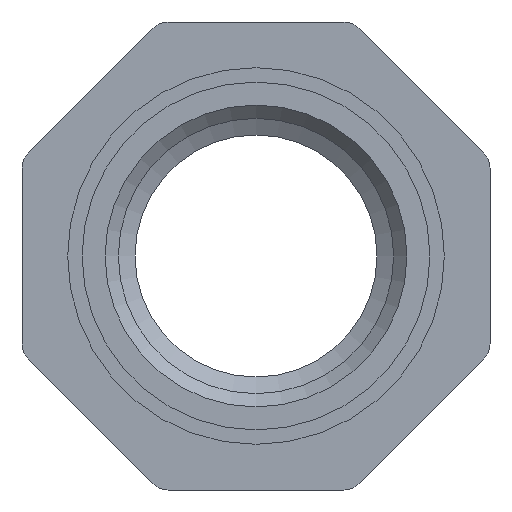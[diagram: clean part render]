
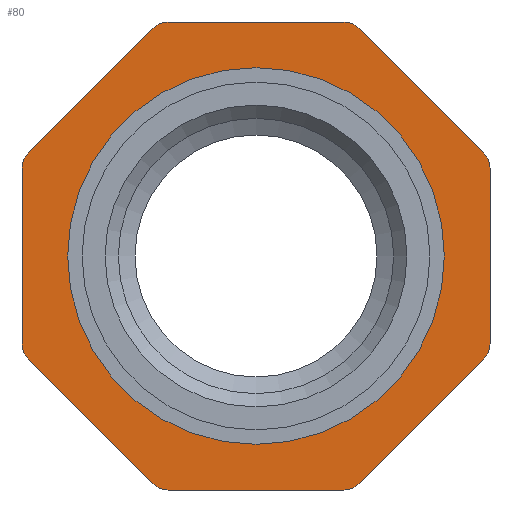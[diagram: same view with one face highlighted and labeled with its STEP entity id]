
A CAD part, left-side view. The second image highlights one B-rep face of the part: STEP entity #80.
In plain terms, the highlighted planar face has unit normal (-1, 0, 0).
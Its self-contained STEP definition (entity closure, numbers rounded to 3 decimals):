
#80 = ADVANCED_FACE( '', ( #118, #119 ), #120, .T. );
#118 = FACE_BOUND( '', #192, .T. );
#119 = FACE_OUTER_BOUND( '', #193, .T. );
#120 = PLANE( '', #194 );
#192 = EDGE_LOOP( '', ( #285 ) );
#193 = EDGE_LOOP( '', ( #286, #287, #288, #289, #290, #291, #292, #293, #294, #295, #296, #297, #298, #299, #300, #301 ) );
#194 = AXIS2_PLACEMENT_3D( '', #302, #303, #304 );
#285 = ORIENTED_EDGE( '', *, *, #477, .T. );
#286 = ORIENTED_EDGE( '', *, *, #479, .F. );
#287 = ORIENTED_EDGE( '', *, *, #480, .F. );
#288 = ORIENTED_EDGE( '', *, *, #481, .F. );
#289 = ORIENTED_EDGE( '', *, *, #482, .F. );
#290 = ORIENTED_EDGE( '', *, *, #483, .F. );
#291 = ORIENTED_EDGE( '', *, *, #484, .F. );
#292 = ORIENTED_EDGE( '', *, *, #485, .F. );
#293 = ORIENTED_EDGE( '', *, *, #486, .F. );
#294 = ORIENTED_EDGE( '', *, *, #487, .F. );
#295 = ORIENTED_EDGE( '', *, *, #488, .F. );
#296 = ORIENTED_EDGE( '', *, *, #489, .F. );
#297 = ORIENTED_EDGE( '', *, *, #474, .F. );
#298 = ORIENTED_EDGE( '', *, *, #468, .F. );
#299 = ORIENTED_EDGE( '', *, *, #472, .F. );
#300 = ORIENTED_EDGE( '', *, *, #490, .F. );
#301 = ORIENTED_EDGE( '', *, *, #491, .F. );
#302 = CARTESIAN_POINT( '', ( -48.75, 27.333, 0. ) );
#303 = DIRECTION( '', ( -1., 0., 0. ) );
#304 = DIRECTION( '', ( 0., 0., 1. ) );
#468 = EDGE_CURVE( '', #530, #532, #533, .T. );
#472 = EDGE_CURVE( '', #537, #530, #539, .F. );
#474 = EDGE_CURVE( '', #532, #542, #543, .F. );
#477 = EDGE_CURVE( '', #547, #547, #548, .T. );
#479 = EDGE_CURVE( '', #551, #552, #553, .T. );
#480 = EDGE_CURVE( '', #554, #551, #555, .F. );
#481 = EDGE_CURVE( '', #556, #554, #557, .T. );
#482 = EDGE_CURVE( '', #558, #556, #559, .F. );
#483 = EDGE_CURVE( '', #560, #558, #561, .T. );
#484 = EDGE_CURVE( '', #562, #560, #563, .F. );
#485 = EDGE_CURVE( '', #564, #562, #565, .T. );
#486 = EDGE_CURVE( '', #566, #564, #567, .F. );
#487 = EDGE_CURVE( '', #568, #566, #569, .T. );
#488 = EDGE_CURVE( '', #570, #568, #571, .F. );
#489 = EDGE_CURVE( '', #542, #570, #572, .T. );
#490 = EDGE_CURVE( '', #573, #537, #574, .T. );
#491 = EDGE_CURVE( '', #552, #573, #575, .F. );
#530 = VERTEX_POINT( '', #637 );
#532 = VERTEX_POINT( '', #640 );
#533 = LINE( '', #641, #642 );
#537 = VERTEX_POINT( '', #647 );
#539 = CIRCLE( '', #650, 1.9 );
#542 = VERTEX_POINT( '', #653 );
#543 = CIRCLE( '', #654, 1.9 );
#547 = VERTEX_POINT( '', #659 );
#548 = CIRCLE( '', #660, 16.5 );
#551 = VERTEX_POINT( '', #663 );
#552 = VERTEX_POINT( '', #664 );
#553 = LINE( '', #665, #666 );
#554 = VERTEX_POINT( '', #667 );
#555 = CIRCLE( '', #668, 1.9 );
#556 = VERTEX_POINT( '', #669 );
#557 = LINE( '', #670, #671 );
#558 = VERTEX_POINT( '', #672 );
#559 = CIRCLE( '', #673, 1.9 );
#560 = VERTEX_POINT( '', #674 );
#561 = LINE( '', #675, #676 );
#562 = VERTEX_POINT( '', #677 );
#563 = CIRCLE( '', #678, 1.9 );
#564 = VERTEX_POINT( '', #679 );
#565 = LINE( '', #680, #681 );
#566 = VERTEX_POINT( '', #682 );
#567 = CIRCLE( '', #683, 1.9 );
#568 = VERTEX_POINT( '', #684 );
#569 = LINE( '', #685, #686 );
#570 = VERTEX_POINT( '', #687 );
#571 = CIRCLE( '', #688, 1.9 );
#572 = LINE( '', #689, #690 );
#573 = VERTEX_POINT( '', #691 );
#574 = LINE( '', #692, #693 );
#575 = CIRCLE( '', #694, 1.9 );
#637 = CARTESIAN_POINT( '', ( -48.75, -9.048, 19.944 ) );
#640 = CARTESIAN_POINT( '', ( -48.75, -19.944, 9.048 ) );
#641 = CARTESIAN_POINT( '', ( -48.75, -0.829, 28.162 ) );
#642 = VECTOR( '', #773, 1000. );
#647 = CARTESIAN_POINT( '', ( -48.75, -7.704, 20.5 ) );
#650 = AXIS2_PLACEMENT_3D( '', #779, #780, #781 );
#653 = CARTESIAN_POINT( '', ( -48.75, -20.5, 7.704 ) );
#654 = AXIS2_PLACEMENT_3D( '', #785, #786, #787 );
#659 = CARTESIAN_POINT( '', ( -48.75, 0., -16.5 ) );
#660 = AXIS2_PLACEMENT_3D( '', #792, #793, #794 );
#663 = CARTESIAN_POINT( '', ( -48.75, 19.944, 9.048 ) );
#664 = CARTESIAN_POINT( '', ( -48.75, 9.048, 19.944 ) );
#665 = CARTESIAN_POINT( '', ( -48.75, 28.162, 0.829 ) );
#666 = VECTOR( '', #798, 1000. );
#667 = CARTESIAN_POINT( '', ( -48.75, 20.5, 7.704 ) );
#668 = AXIS2_PLACEMENT_3D( '', #799, #800, #801 );
#669 = CARTESIAN_POINT( '', ( -48.75, 20.5, -7.704 ) );
#670 = CARTESIAN_POINT( '', ( -48.75, 20.5, 0. ) );
#671 = VECTOR( '', #802, 1000. );
#672 = CARTESIAN_POINT( '', ( -48.75, 19.944, -9.048 ) );
#673 = AXIS2_PLACEMENT_3D( '', #803, #804, #805 );
#674 = CARTESIAN_POINT( '', ( -48.75, 9.048, -19.944 ) );
#675 = CARTESIAN_POINT( '', ( -48.75, 28.162, -0.829 ) );
#676 = VECTOR( '', #806, 1000. );
#677 = CARTESIAN_POINT( '', ( -48.75, 7.704, -20.5 ) );
#678 = AXIS2_PLACEMENT_3D( '', #807, #808, #809 );
#679 = CARTESIAN_POINT( '', ( -48.75, -7.704, -20.5 ) );
#680 = CARTESIAN_POINT( '', ( -48.75, 27.333, -20.5 ) );
#681 = VECTOR( '', #810, 1000. );
#682 = CARTESIAN_POINT( '', ( -48.75, -9.048, -19.944 ) );
#683 = AXIS2_PLACEMENT_3D( '', #811, #812, #813 );
#684 = CARTESIAN_POINT( '', ( -48.75, -19.944, -9.048 ) );
#685 = CARTESIAN_POINT( '', ( -48.75, -0.829, -28.162 ) );
#686 = VECTOR( '', #814, 1000. );
#687 = CARTESIAN_POINT( '', ( -48.75, -20.5, -7.704 ) );
#688 = AXIS2_PLACEMENT_3D( '', #815, #816, #817 );
#689 = CARTESIAN_POINT( '', ( -48.75, -20.5, 0. ) );
#690 = VECTOR( '', #818, 1000. );
#691 = CARTESIAN_POINT( '', ( -48.75, 7.704, 20.5 ) );
#692 = CARTESIAN_POINT( '', ( -48.75, 27.333, 20.5 ) );
#693 = VECTOR( '', #819, 1000. );
#694 = AXIS2_PLACEMENT_3D( '', #820, #821, #822 );
#773 = DIRECTION( '', ( 0., -0.707, -0.707 ) );
#779 = CARTESIAN_POINT( '', ( -48.75, -7.704, 18.6 ) );
#780 = DIRECTION( '', ( -1., 0., 0. ) );
#781 = DIRECTION( '', ( 0., 0., 1. ) );
#785 = CARTESIAN_POINT( '', ( -48.75, -18.6, 7.704 ) );
#786 = DIRECTION( '', ( -1., 0., 0. ) );
#787 = DIRECTION( '', ( 0., 0., 1. ) );
#792 = CARTESIAN_POINT( '', ( -48.75, 0., 0. ) );
#793 = DIRECTION( '', ( 1., 0., 0. ) );
#794 = DIRECTION( '', ( 0., 0., -1. ) );
#798 = DIRECTION( '', ( 0., -0.707, 0.707 ) );
#799 = CARTESIAN_POINT( '', ( -48.75, 18.6, 7.704 ) );
#800 = DIRECTION( '', ( -1., 0., 0. ) );
#801 = DIRECTION( '', ( 0., 0., 1. ) );
#802 = DIRECTION( '', ( 0., 0., 1. ) );
#803 = CARTESIAN_POINT( '', ( -48.75, 18.6, -7.704 ) );
#804 = DIRECTION( '', ( -1., 0., 0. ) );
#805 = DIRECTION( '', ( 0., 0., 1. ) );
#806 = DIRECTION( '', ( 0., 0.707, 0.707 ) );
#807 = CARTESIAN_POINT( '', ( -48.75, 7.704, -18.6 ) );
#808 = DIRECTION( '', ( -1., 0., 0. ) );
#809 = DIRECTION( '', ( 0., 0., 1. ) );
#810 = DIRECTION( '', ( 0., 1., 0. ) );
#811 = CARTESIAN_POINT( '', ( -48.75, -7.704, -18.6 ) );
#812 = DIRECTION( '', ( -1., 0., 0. ) );
#813 = DIRECTION( '', ( 0., 0., 1. ) );
#814 = DIRECTION( '', ( 0., 0.707, -0.707 ) );
#815 = CARTESIAN_POINT( '', ( -48.75, -18.6, -7.704 ) );
#816 = DIRECTION( '', ( -1., 0., 0. ) );
#817 = DIRECTION( '', ( 0., 0., 1. ) );
#818 = DIRECTION( '', ( 0., 0., -1. ) );
#819 = DIRECTION( '', ( 0., -1., 0. ) );
#820 = CARTESIAN_POINT( '', ( -48.75, 7.704, 18.6 ) );
#821 = DIRECTION( '', ( -1., 0., 0. ) );
#822 = DIRECTION( '', ( 0., 0., 1. ) );
